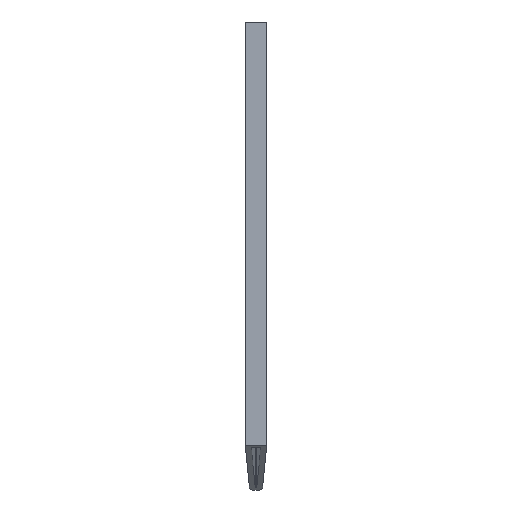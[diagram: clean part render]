
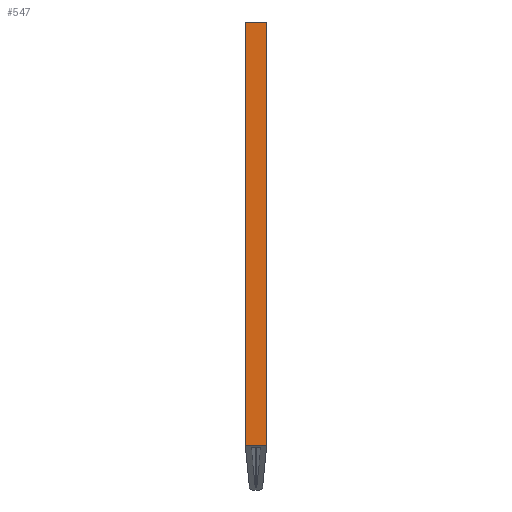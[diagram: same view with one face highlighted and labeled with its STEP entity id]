
A CAD part, front view. The second image highlights one B-rep face of the part: STEP entity #547.
In plain terms, the highlighted planar face has unit normal (0, -1, 0).
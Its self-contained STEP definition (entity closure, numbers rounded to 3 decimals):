
#24 = VERTEX_POINT('',#25);
#25 = CARTESIAN_POINT('',(3.742,-2.,15.679));
#32 = PLANE('',#33);
#33 = AXIS2_PLACEMENT_3D('',#34,#35,#36);
#34 = CARTESIAN_POINT('',(5.,-2.724,16.));
#35 = DIRECTION('',(0.,-0.405,-0.914));
#36 = DIRECTION('',(0.,0.914,-0.405));
#44 = PLANE('',#45);
#45 = AXIS2_PLACEMENT_3D('',#46,#47,#48);
#46 = CARTESIAN_POINT('',(3.648,0.09,0.));
#47 = DIRECTION('',(-0.999,-0.045,0.));
#48 = DIRECTION('',(-0.045,0.999,0.));
#56 = EDGE_CURVE('',#24,#57,#59,.T.);
#57 = VERTEX_POINT('',#58);
#58 = CARTESIAN_POINT('',(-3.742,-2.,15.679));
#59 = SURFACE_CURVE('',#60,(#64,#71),.PCURVE_S1.);
#60 = LINE('',#61,#62);
#61 = CARTESIAN_POINT('',(1.675,-2.,15.679));
#62 = VECTOR('',#63,1.);
#63 = DIRECTION('',(-1.,0.,0.));
#64 = PCURVE('',#32,#65);
#65 = DEFINITIONAL_REPRESENTATION('',(#66),#70);
#66 = LINE('',#67,#68);
#67 = CARTESIAN_POINT('',(0.792,-3.325));
#68 = VECTOR('',#69,1.);
#69 = DIRECTION('',(0.,-1.));
#70 = ( GEOMETRIC_REPRESENTATION_CONTEXT(2) 
PARAMETRIC_REPRESENTATION_CONTEXT() REPRESENTATION_CONTEXT('2D SPACE',''
  ) );
#71 = PCURVE('',#72,#77);
#72 = PLANE('',#73);
#73 = AXIS2_PLACEMENT_3D('',#74,#75,#76);
#74 = CARTESIAN_POINT('',(-1.65,-2.,0.));
#75 = DIRECTION('',(0.,1.,0.));
#76 = DIRECTION('',(1.,0.,0.));
#77 = DEFINITIONAL_REPRESENTATION('',(#78),#82);
#78 = LINE('',#79,#80);
#79 = CARTESIAN_POINT('',(3.325,-15.679));
#80 = VECTOR('',#81,1.);
#81 = DIRECTION('',(-1.,0.));
#82 = ( GEOMETRIC_REPRESENTATION_CONTEXT(2) 
PARAMETRIC_REPRESENTATION_CONTEXT() REPRESENTATION_CONTEXT('2D SPACE',''
  ) );
#100 = PLANE('',#101);
#101 = AXIS2_PLACEMENT_3D('',#102,#103,#104);
#102 = CARTESIAN_POINT('',(-2.248,31.09,0.));
#103 = DIRECTION('',(0.999,-0.045,0.));
#104 = DIRECTION('',(-0.045,-0.999,0.));
#312 = VERTEX_POINT('',#313);
#313 = CARTESIAN_POINT('',(3.742,-2.,162.));
#329 = PLANE('',#330);
#330 = AXIS2_PLACEMENT_3D('',#331,#332,#333);
#331 = CARTESIAN_POINT('',(0.,14.841,162.));
#332 = DIRECTION('',(0.,0.,1.));
#333 = DIRECTION('',(1.,0.,0.));
#477 = EDGE_CURVE('',#24,#312,#478,.T.);
#478 = SURFACE_CURVE('',#479,(#483,#490),.PCURVE_S1.);
#479 = LINE('',#480,#481);
#480 = CARTESIAN_POINT('',(3.742,-2.,0.));
#481 = VECTOR('',#482,1.);
#482 = DIRECTION('',(0.,0.,1.));
#483 = PCURVE('',#44,#484);
#484 = DEFINITIONAL_REPRESENTATION('',(#485),#489);
#485 = LINE('',#486,#487);
#486 = CARTESIAN_POINT('',(-2.092,0.));
#487 = VECTOR('',#488,1.);
#488 = DIRECTION('',(0.,-1.));
#489 = ( GEOMETRIC_REPRESENTATION_CONTEXT(2) 
PARAMETRIC_REPRESENTATION_CONTEXT() REPRESENTATION_CONTEXT('2D SPACE',''
  ) );
#490 = PCURVE('',#72,#491);
#491 = DEFINITIONAL_REPRESENTATION('',(#492),#496);
#492 = LINE('',#493,#494);
#493 = CARTESIAN_POINT('',(5.392,0.));
#494 = VECTOR('',#495,1.);
#495 = DIRECTION('',(0.,-1.));
#496 = ( GEOMETRIC_REPRESENTATION_CONTEXT(2) 
PARAMETRIC_REPRESENTATION_CONTEXT() REPRESENTATION_CONTEXT('2D SPACE',''
  ) );
#547 = ADVANCED_FACE('',(#548),#72,.F.);
#548 = FACE_BOUND('',#549,.F.);
#549 = EDGE_LOOP('',(#550,#573,#594,#595));
#550 = ORIENTED_EDGE('',*,*,#551,.F.);
#551 = EDGE_CURVE('',#552,#57,#554,.T.);
#552 = VERTEX_POINT('',#553);
#553 = CARTESIAN_POINT('',(-3.742,-2.,162.));
#554 = SURFACE_CURVE('',#555,(#559,#566),.PCURVE_S1.);
#555 = LINE('',#556,#557);
#556 = CARTESIAN_POINT('',(-3.742,-2.,0.));
#557 = VECTOR('',#558,1.);
#558 = DIRECTION('',(0.,0.,-1.));
#559 = PCURVE('',#72,#560);
#560 = DEFINITIONAL_REPRESENTATION('',(#561),#565);
#561 = LINE('',#562,#563);
#562 = CARTESIAN_POINT('',(-2.092,0.));
#563 = VECTOR('',#564,1.);
#564 = DIRECTION('',(0.,1.));
#565 = ( GEOMETRIC_REPRESENTATION_CONTEXT(2) 
PARAMETRIC_REPRESENTATION_CONTEXT() REPRESENTATION_CONTEXT('2D SPACE',''
  ) );
#566 = PCURVE('',#100,#567);
#567 = DEFINITIONAL_REPRESENTATION('',(#568),#572);
#568 = LINE('',#569,#570);
#569 = CARTESIAN_POINT('',(33.124,-0.));
#570 = VECTOR('',#571,1.);
#571 = DIRECTION('',(-0.,1.));
#572 = ( GEOMETRIC_REPRESENTATION_CONTEXT(2) 
PARAMETRIC_REPRESENTATION_CONTEXT() REPRESENTATION_CONTEXT('2D SPACE',''
  ) );
#573 = ORIENTED_EDGE('',*,*,#574,.T.);
#574 = EDGE_CURVE('',#552,#312,#575,.T.);
#575 = SURFACE_CURVE('',#576,(#580,#587),.PCURVE_S1.);
#576 = LINE('',#577,#578);
#577 = CARTESIAN_POINT('',(-0.825,-2.,162.));
#578 = VECTOR('',#579,1.);
#579 = DIRECTION('',(1.,0.,0.));
#580 = PCURVE('',#72,#581);
#581 = DEFINITIONAL_REPRESENTATION('',(#582),#586);
#582 = LINE('',#583,#584);
#583 = CARTESIAN_POINT('',(0.825,-162.));
#584 = VECTOR('',#585,1.);
#585 = DIRECTION('',(1.,0.));
#586 = ( GEOMETRIC_REPRESENTATION_CONTEXT(2) 
PARAMETRIC_REPRESENTATION_CONTEXT() REPRESENTATION_CONTEXT('2D SPACE',''
  ) );
#587 = PCURVE('',#329,#588);
#588 = DEFINITIONAL_REPRESENTATION('',(#589),#593);
#589 = LINE('',#590,#591);
#590 = CARTESIAN_POINT('',(-0.825,-16.841));
#591 = VECTOR('',#592,1.);
#592 = DIRECTION('',(1.,0.));
#593 = ( GEOMETRIC_REPRESENTATION_CONTEXT(2) 
PARAMETRIC_REPRESENTATION_CONTEXT() REPRESENTATION_CONTEXT('2D SPACE',''
  ) );
#594 = ORIENTED_EDGE('',*,*,#477,.F.);
#595 = ORIENTED_EDGE('',*,*,#56,.T.);
